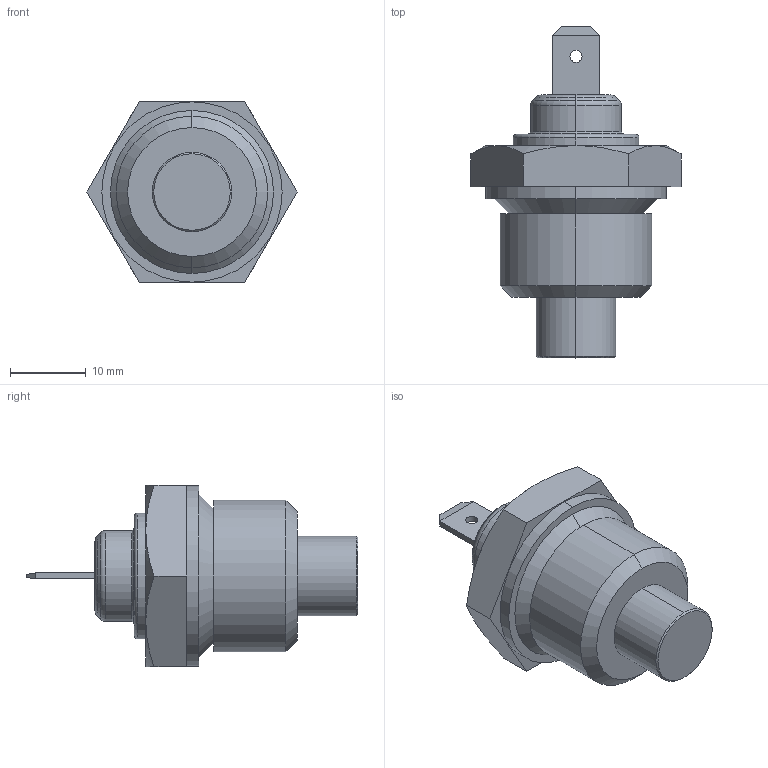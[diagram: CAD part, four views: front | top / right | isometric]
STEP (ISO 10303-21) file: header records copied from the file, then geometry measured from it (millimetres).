
FILE_DESCRIPTION (( 'STEP AP214' ), '1' );
FILE_NAME ('514.STEP', '2020-02-13T10:30:16', ( '' ), ( '' ), 'SwSTEP 2.0', 'SolidWorks 2019', '' );
FILE_SCHEMA (( 'AUTOMOTIVE_DESIGN' ));
Length unit declared in the file: millimetre
Products named in the file (1): 514
Bounding box: 27.71 x 43.8 x 24 mm (x, y, z)
Surface area: 3171 mm2 (no closed solid volume)
Topology: 0 solids, 3 shells, 62 faces, 164 edges, 112 vertices
Faces by surface type: plane 24, cylinder 16, cone 16, torus 6
Entity records: 2683 total; most frequent: CARTESIAN_POINT 411, DIRECTION 346, ORIENTED_EDGE 288, EDGE_CURVE 164, AXIS2_PLACEMENT_3D 131, VERTEX_POINT 112, LINE 84, VECTOR 84
